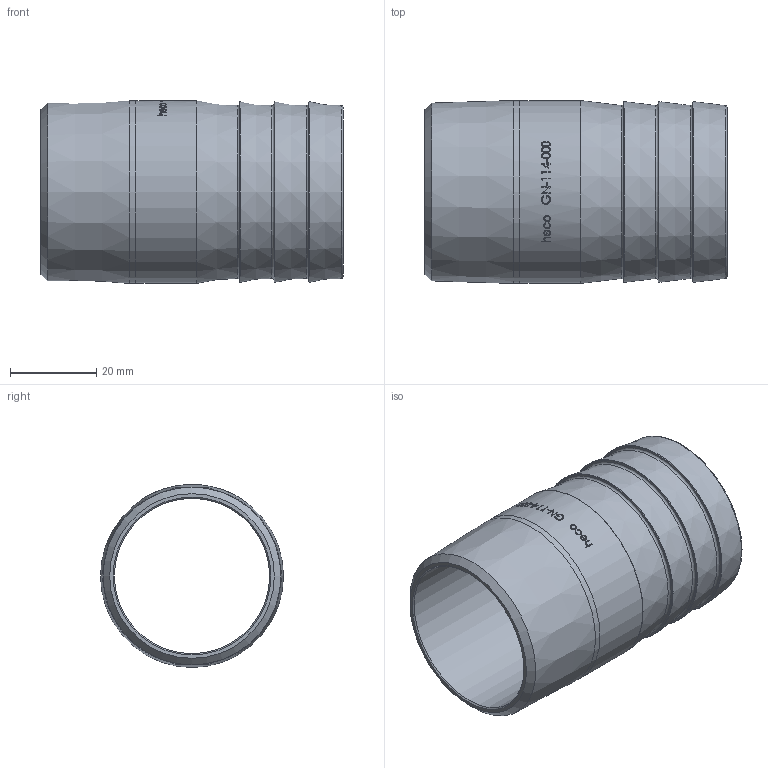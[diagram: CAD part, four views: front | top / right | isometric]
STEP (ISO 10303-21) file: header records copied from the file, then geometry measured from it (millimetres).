
FILE_DESCRIPTION (( 'STEP AP214' ), '1' );
FILE_NAME ('GN-114-000-x Gewindeschlauchnippel 2208.STEP', '2022-08-08T11:27:53', ( '' ), ( '' ), 'SwSTEP 2.0', 'SolidWorks 2019', '' );
FILE_SCHEMA (( 'AUTOMOTIVE_DESIGN' ));
Length unit declared in the file: millimetre
Products named in the file (1): GN-114-000-x Gewindeschlauchnippel 2208
Bounding box: 70 x 42.4 x 42.4 mm (x, y, z)
Volume: 23492 mm3; surface area: 17695.6 mm2
Topology: 1 solids, 1 shells, 176 faces, 451 edges, 298 vertices
Faces by surface type: bspline 81, plane 53, cylinder 23, cone 11, torus 8
Full cylindrical faces by diameter (mm): 35.999 x1, 42.399 x1, 42.4 x1
Entity records: 15913 total; most frequent: CARTESIAN_POINT 10832, ORIENTED_EDGE 836, DIRECTION 435, EDGE_CURVE 418, VERTEX_POINT 287, B_SPLINE_CURVE_WITH_KNOTS 254, EDGE_LOOP 221, FACE_OUTER_BOUND 187
